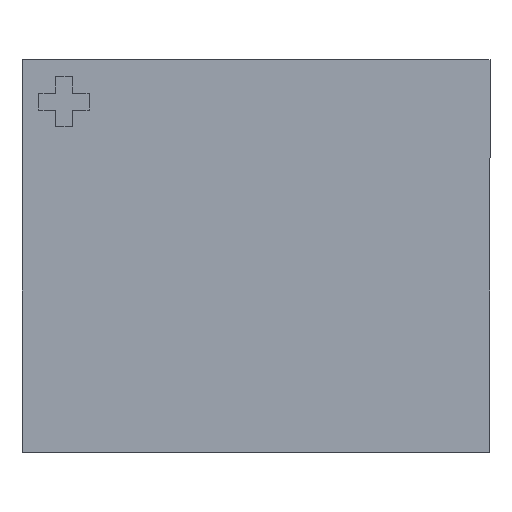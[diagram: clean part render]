
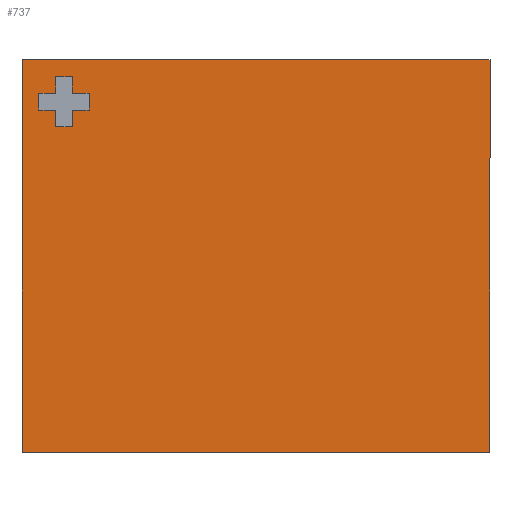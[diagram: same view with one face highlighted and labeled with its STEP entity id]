
A CAD part, top view. The second image highlights one B-rep face of the part: STEP entity #737.
In plain terms, the highlighted planar face has unit normal (0, 0, 1).
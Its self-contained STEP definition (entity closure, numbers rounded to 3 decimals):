
#22=FACE_BOUND('',#302,.T.);
#27=LINE('',#1232,#75);
#31=LINE('',#1240,#79);
#34=LINE('',#1246,#82);
#37=LINE('',#1252,#85);
#40=LINE('',#1258,#88);
#43=LINE('',#1264,#91);
#46=LINE('',#1270,#94);
#49=LINE('',#1276,#97);
#52=LINE('',#1282,#100);
#55=LINE('',#1288,#103);
#58=LINE('',#1294,#106);
#61=LINE('',#1299,#109);
#64=LINE('',#1306,#112);
#67=LINE('',#1311,#115);
#68=LINE('',#1314,#116);
#69=LINE('',#1315,#117);
#75=VECTOR('',#1013,10.);
#79=VECTOR('',#1019,10.);
#82=VECTOR('',#1024,10.);
#85=VECTOR('',#1029,10.);
#88=VECTOR('',#1034,10.);
#91=VECTOR('',#1039,10.);
#94=VECTOR('',#1044,10.);
#97=VECTOR('',#1049,10.);
#100=VECTOR('',#1054,10.);
#103=VECTOR('',#1059,10.);
#106=VECTOR('',#1064,10.);
#109=VECTOR('',#1069,10.);
#112=VECTOR('',#1076,1.);
#115=VECTOR('',#1081,1.);
#116=VECTOR('',#1084,1.);
#117=VECTOR('',#1085,1.);
#135=PLANE('',#873);
#252=FACE_OUTER_BOUND('',#301,.T.);
#301=EDGE_LOOP('',(#637,#638,#639,#640));
#302=EDGE_LOOP('',(#641,#642,#643,#644,#645,#646,#647,#648,#649,#650,#651,
#652));
#399=VERTEX_POINT('',#1230);
#400=VERTEX_POINT('',#1231);
#403=VERTEX_POINT('',#1239);
#405=VERTEX_POINT('',#1245);
#407=VERTEX_POINT('',#1251);
#409=VERTEX_POINT('',#1257);
#411=VERTEX_POINT('',#1263);
#413=VERTEX_POINT('',#1269);
#415=VERTEX_POINT('',#1275);
#417=VERTEX_POINT('',#1281);
#419=VERTEX_POINT('',#1287);
#421=VERTEX_POINT('',#1293);
#423=VERTEX_POINT('',#1303);
#424=VERTEX_POINT('',#1305);
#425=VERTEX_POINT('',#1309);
#426=VERTEX_POINT('',#1313);
#461=EDGE_CURVE('',#399,#400,#27,.T.);
#465=EDGE_CURVE('',#400,#403,#31,.T.);
#468=EDGE_CURVE('',#403,#405,#34,.T.);
#471=EDGE_CURVE('',#405,#407,#37,.T.);
#474=EDGE_CURVE('',#407,#409,#40,.T.);
#477=EDGE_CURVE('',#409,#411,#43,.T.);
#480=EDGE_CURVE('',#411,#413,#46,.T.);
#483=EDGE_CURVE('',#413,#415,#49,.T.);
#486=EDGE_CURVE('',#415,#417,#52,.T.);
#489=EDGE_CURVE('',#417,#419,#55,.T.);
#492=EDGE_CURVE('',#419,#421,#58,.T.);
#495=EDGE_CURVE('',#421,#399,#61,.T.);
#498=EDGE_CURVE('',#423,#424,#64,.T.);
#501=EDGE_CURVE('',#423,#425,#67,.T.);
#502=EDGE_CURVE('',#425,#426,#68,.T.);
#503=EDGE_CURVE('',#424,#426,#69,.T.);
#637=ORIENTED_EDGE('',*,*,#498,.F.);
#638=ORIENTED_EDGE('',*,*,#501,.T.);
#639=ORIENTED_EDGE('',*,*,#502,.T.);
#640=ORIENTED_EDGE('',*,*,#503,.F.);
#641=ORIENTED_EDGE('',*,*,#461,.T.);
#642=ORIENTED_EDGE('',*,*,#465,.T.);
#643=ORIENTED_EDGE('',*,*,#468,.T.);
#644=ORIENTED_EDGE('',*,*,#471,.T.);
#645=ORIENTED_EDGE('',*,*,#474,.T.);
#646=ORIENTED_EDGE('',*,*,#477,.T.);
#647=ORIENTED_EDGE('',*,*,#480,.T.);
#648=ORIENTED_EDGE('',*,*,#483,.T.);
#649=ORIENTED_EDGE('',*,*,#486,.T.);
#650=ORIENTED_EDGE('',*,*,#489,.T.);
#651=ORIENTED_EDGE('',*,*,#492,.T.);
#652=ORIENTED_EDGE('',*,*,#495,.T.);
#737=ADVANCED_FACE('',(#252,#22),#135,.T.);
#873=AXIS2_PLACEMENT_3D('',#1312,#1082,#1083);
#1013=DIRECTION('',(0.,-1.,0.));
#1019=DIRECTION('',(-1.,0.,0.));
#1024=DIRECTION('',(0.,1.,0.));
#1029=DIRECTION('',(-1.,0.,0.));
#1034=DIRECTION('',(0.,1.,0.));
#1039=DIRECTION('',(1.,0.,0.));
#1044=DIRECTION('',(0.,1.,0.));
#1049=DIRECTION('',(1.,0.,0.));
#1054=DIRECTION('',(0.,-1.,0.));
#1059=DIRECTION('',(1.,0.,0.));
#1064=DIRECTION('',(0.,-1.,0.));
#1069=DIRECTION('',(-1.,0.,0.));
#1076=DIRECTION('',(0.,1.,0.));
#1081=DIRECTION('',(1.,0.,0.));
#1082=DIRECTION('center_axis',(0.,0.,1.));
#1083=DIRECTION('ref_axis',(1.,0.,0.));
#1084=DIRECTION('',(0.,1.,0.));
#1085=DIRECTION('',(1.,0.,0.));
#1230=CARTESIAN_POINT('',(-1.094,0.869,0.5));
#1231=CARTESIAN_POINT('',(-1.094,0.769,0.5));
#1232=CARTESIAN_POINT('',(-1.094,-0.2,0.5));
#1239=CARTESIAN_POINT('',(-1.194,0.769,0.5));
#1240=CARTESIAN_POINT('',(-1.294,0.769,0.5));
#1245=CARTESIAN_POINT('',(-1.194,0.869,0.5));
#1246=CARTESIAN_POINT('',(-1.194,-0.15,0.5));
#1251=CARTESIAN_POINT('',(-1.294,0.869,0.5));
#1252=CARTESIAN_POINT('',(-1.344,0.869,0.5));
#1257=CARTESIAN_POINT('',(-1.294,0.969,0.5));
#1258=CARTESIAN_POINT('',(-1.294,-0.1,0.5));
#1263=CARTESIAN_POINT('',(-1.194,0.969,0.5));
#1264=CARTESIAN_POINT('',(-1.294,0.969,0.5));
#1269=CARTESIAN_POINT('',(-1.194,1.069,0.5));
#1270=CARTESIAN_POINT('',(-1.194,-0.05,0.5));
#1275=CARTESIAN_POINT('',(-1.094,1.069,0.5));
#1276=CARTESIAN_POINT('',(-1.244,1.069,0.5));
#1281=CARTESIAN_POINT('',(-1.094,0.969,0.5));
#1282=CARTESIAN_POINT('',(-1.094,-0.1,0.5));
#1287=CARTESIAN_POINT('',(-0.994,0.969,0.5));
#1288=CARTESIAN_POINT('',(-1.194,0.969,0.5));
#1293=CARTESIAN_POINT('',(-0.994,0.869,0.5));
#1294=CARTESIAN_POINT('',(-0.994,-0.15,0.5));
#1299=CARTESIAN_POINT('',(-1.244,0.869,0.5));
#1303=CARTESIAN_POINT('',(-1.394,-1.169,0.5));
#1305=CARTESIAN_POINT('',(-1.394,1.169,0.5));
#1306=CARTESIAN_POINT('',(-1.394,-1.169,0.5));
#1309=CARTESIAN_POINT('',(1.394,-1.169,0.5));
#1311=CARTESIAN_POINT('',(-1.394,-1.169,0.5));
#1312=CARTESIAN_POINT('Origin',(-1.394,-1.169,0.5));
#1313=CARTESIAN_POINT('',(1.394,1.169,0.5));
#1314=CARTESIAN_POINT('',(1.394,-1.169,0.5));
#1315=CARTESIAN_POINT('',(-1.394,1.169,0.5));
